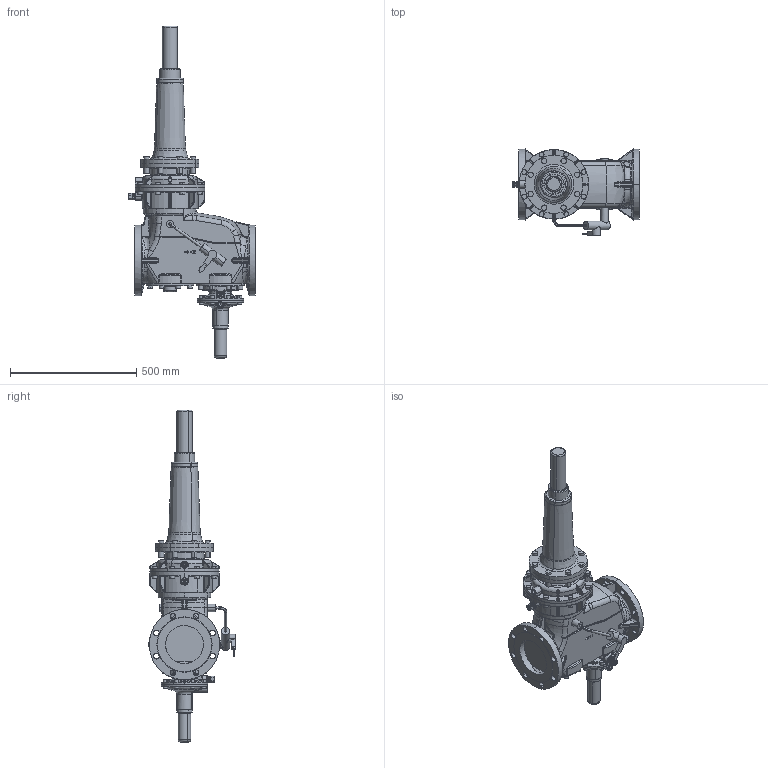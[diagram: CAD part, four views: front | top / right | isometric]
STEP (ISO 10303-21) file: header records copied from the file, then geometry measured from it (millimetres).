
FILE_DESCRIPTION(('CATIA V5 STEP Exchange'),'2;1');
FILE_NAME('RS250 DN150-275 HDS links ANSI.stp','2023-04-28T09:01:41+00:00',('none'),('none'),'CATIA Version 5-6 Release 2018 SP2','CATIA V5 STEP AP203','none');
FILE_SCHEMA(('CONFIG_CONTROL_DESIGN'));
Products named in the file (1): Product1
Assembly tree (3 placements, depth 2):
  Product1
    #57
    #85277
    #86137
Bounding box: 505.3 x 342.57 x 1315 mm (x, y, z)
Volume: 37134020.7 mm3; surface area: 1440273.7 mm2
Topology: 4 solids, 33 shells, 2111 faces, 5030 edges, 2974 vertices
Faces by surface type: cylinder 772, bspline 370, plane 342, torus 340, cone 157, sphere 74, revolution 52, extrusion 4
Entity records: 88252 total; most frequent: CARTESIAN_POINT 47644, ORIENTED_EDGE 9822, DIRECTION 5358, EDGE_CURVE 4911, AXIS2_PLACEMENT_3D 3091, VERTEX_POINT 2974, EDGE_LOOP 2265, ADVANCED_FACE 2111
